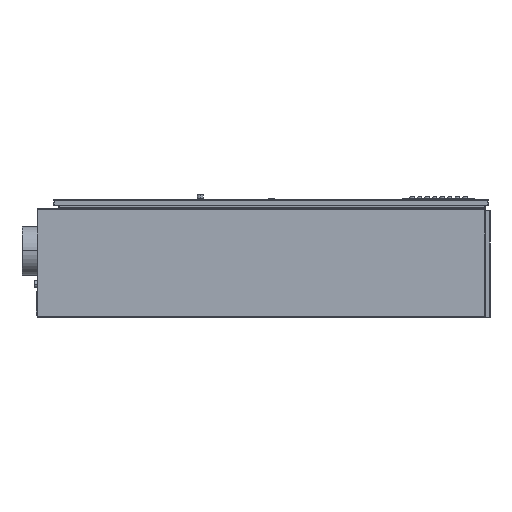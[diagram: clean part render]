
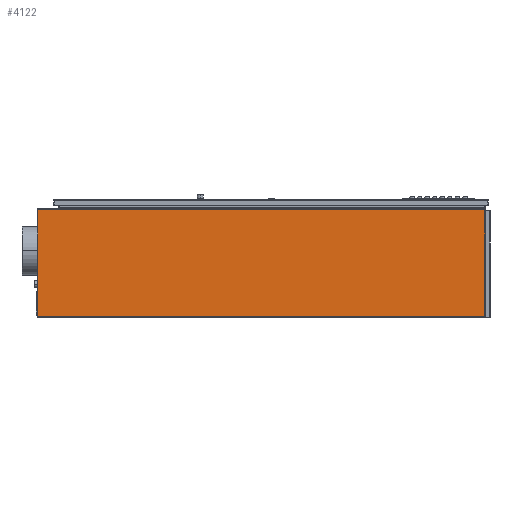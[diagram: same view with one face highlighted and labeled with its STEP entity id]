
A CAD part, left-side view. The second image highlights one B-rep face of the part: STEP entity #4122.
In plain terms, the highlighted planar face has unit normal (-1, 0, 0).
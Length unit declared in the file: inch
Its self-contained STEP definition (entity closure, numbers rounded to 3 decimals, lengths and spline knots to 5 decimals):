
#437=DIRECTION('',(0.,0.,-1.));
#438=VECTOR('',#437,17.52);
#439=CARTESIAN_POINT('',(0.,-0.12,17.76));
#440=LINE('',#439,#438);
#878=DIRECTION('',(0.,0.,1.));
#879=VECTOR('',#878,17.52);
#880=CARTESIAN_POINT('',(0.,73.88,0.24));
#881=LINE('',#880,#879);
#1211=DIRECTION('',(0.,-1.,0.));
#1212=VECTOR('',#1211,74.);
#1213=CARTESIAN_POINT('',(0.,73.88,17.76));
#1214=LINE('',#1213,#1212);
#1215=DIRECTION('',(0.,-1.,0.));
#1216=VECTOR('',#1215,74.);
#1217=CARTESIAN_POINT('',(0.,73.88,0.24));
#1218=LINE('',#1217,#1216);
#1959=CARTESIAN_POINT('',(0.,73.88,17.76));
#1961=VERTEX_POINT('',#1959);
#1964=CARTESIAN_POINT('',(0.,73.88,0.24));
#1966=VERTEX_POINT('',#1964);
#1981=CARTESIAN_POINT('',(0.,-0.12,17.76));
#1982=VERTEX_POINT('',#1981);
#1983=CARTESIAN_POINT('',(0.,-0.12,0.24));
#1984=VERTEX_POINT('',#1983);
#4110=CARTESIAN_POINT('',(0.,0.,0.));
#4111=DIRECTION('',(-1.,0.,0.));
#4112=DIRECTION('',(0.,0.,1.));
#4113=AXIS2_PLACEMENT_3D('',#4110,#4111,#4112);
#4114=PLANE('',#4113);
#4115=ORIENTED_EDGE('',*,*,#4104,.T.);
#4116=ORIENTED_EDGE('',*,*,#2903,.T.);
#4118=ORIENTED_EDGE('',*,*,#4117,.F.);
#4119=ORIENTED_EDGE('',*,*,#3617,.T.);
#4120=EDGE_LOOP('',(#4115,#4116,#4118,#4119));
#4121=FACE_OUTER_BOUND('',#4120,.F.);
#4122=ADVANCED_FACE('',(#4121),#4114,.T.);
#2903=EDGE_CURVE('',#1982,#1984,#440,.T.);
#3617=EDGE_CURVE('',#1966,#1961,#881,.T.);
#4104=EDGE_CURVE('',#1961,#1982,#1214,.T.);
#4117=EDGE_CURVE('',#1966,#1984,#1218,.T.);
